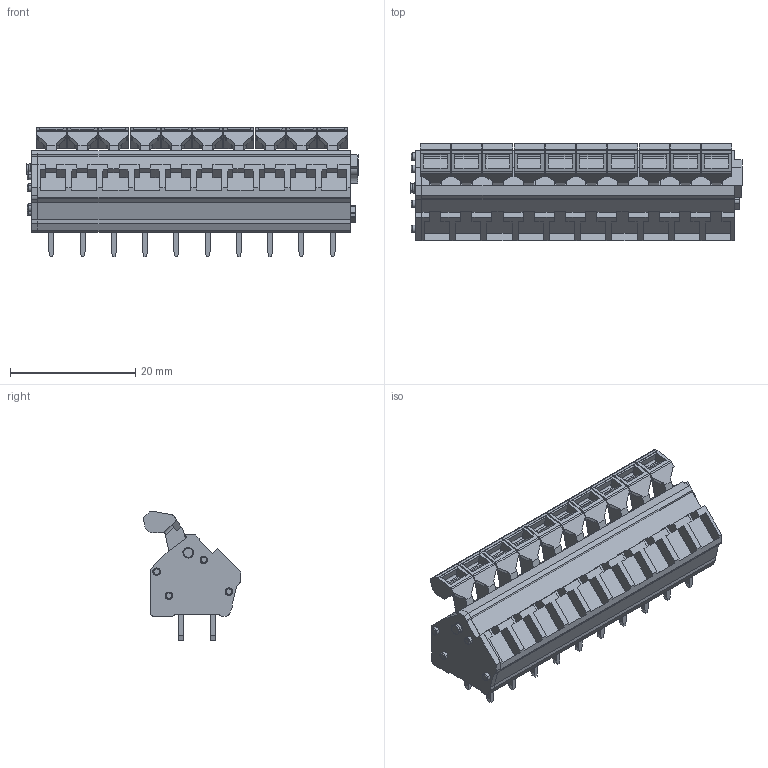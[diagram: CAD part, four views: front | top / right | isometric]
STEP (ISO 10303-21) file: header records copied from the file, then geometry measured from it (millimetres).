
FILE_DESCRIPTION(('CATIA V5 STEP Exchange','CAx-IF Rec.Pracs.--- Model Styling and Organization---1.4--- 2014-01-23'),'2;1');
FILE_NAME ('022496-2_0_1811590000_1811590000.stp','2022-05-20T09:48:39+00:00',('none'),('Weidmueller'),'CATIA Version 5-6 Release 2016 SP3 HF44','CATIA V5 STEP AP214','none');
FILE_SCHEMA(('AUTOMOTIVE_DESIGN { 1 0 10303 214 1 1 1 1 }'));
Length unit declared in the file: millimetre
Products named in the file (1): 1811590000
Bounding box: 53.1 x 15.6 x 20.65 mm (x, y, z)
Volume: 7648 mm3; surface area: 5359.2 mm2
Topology: 32 solids, 32 shells, 964 faces, 2597 edges, 1722 vertices
Faces by surface type: plane 758, cylinder 182, cone 16, torus 8
Entity records: 29640 total; most frequent: CARTESIAN_POINT 5638, ORIENTED_EDGE 5194, DIRECTION 4005, EDGE_CURVE 2597, VECTOR 2205, LINE 2205, VERTEX_POINT 1722, AXIS2_PLACEMENT_3D 1039
